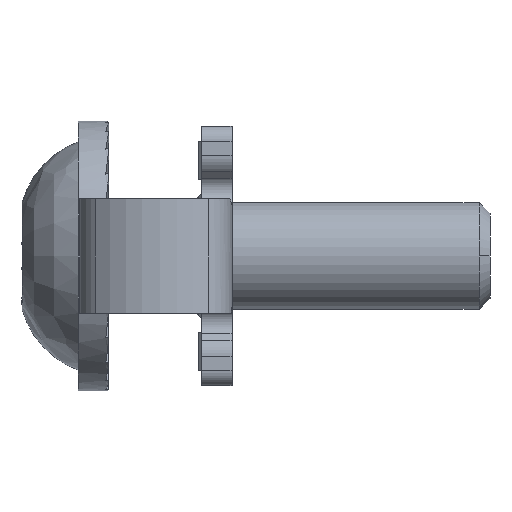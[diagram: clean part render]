
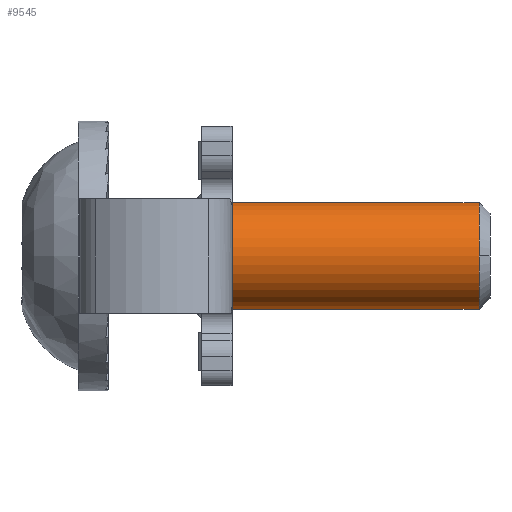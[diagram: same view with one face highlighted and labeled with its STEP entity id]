
A CAD part, left-side view. The second image highlights one B-rep face of the part: STEP entity #9545.
In plain terms, the highlighted cylindrical face has radius 3.5 mm (diameter 7 mm), a partial arc.
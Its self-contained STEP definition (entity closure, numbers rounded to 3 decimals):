
#86 = CYLINDRICAL_SURFACE ( 'NONE', #7207, 3.5 ) ;
#602 = LINE ( 'NONE', #2619, #10959 ) ;
#1008 = VERTEX_POINT ( 'NONE', #6256 ) ;
#1249 = DIRECTION ( 'NONE',  ( 0., 0., -1. ) ) ;
#1572 = AXIS2_PLACEMENT_3D ( 'NONE', #3815, #10724, #4815 ) ;
#2161 = EDGE_CURVE ( 'NONE', #1008, #9960, #8193, .T. ) ;
#2162 = DIRECTION ( 'NONE',  ( 0., -1., 0. ) ) ;
#2497 = ORIENTED_EDGE ( 'NONE', *, *, #11824, .T. ) ;
#2619 = CARTESIAN_POINT ( 'NONE',  ( 9.379, -7.033, -21.195 ) ) ;
#2760 = CARTESIAN_POINT ( 'NONE',  ( 9.379, -6.313, -17.695 ) ) ;
#3070 = CARTESIAN_POINT ( 'NONE',  ( 9.379, -6.313, -21.195 ) ) ;
#3455 = CIRCLE ( 'NONE', #6926, 3.5 ) ;
#3677 = CARTESIAN_POINT ( 'NONE',  ( 9.379, 17.667, -17.695 ) ) ;
#3707 = DIRECTION ( 'NONE',  ( 0., 0., -1. ) ) ;
#3815 = CARTESIAN_POINT ( 'NONE',  ( 9.379, -6.313, -17.695 ) ) ;
#4673 = DIRECTION ( 'NONE',  ( 0., 0., -1. ) ) ;
#4815 = DIRECTION ( 'NONE',  ( 0., 0., -1. ) ) ;
#5295 = ORIENTED_EDGE ( 'NONE', *, *, #8680, .T. ) ;
#5554 = CIRCLE ( 'NONE', #10781, 3.5 ) ;
#6118 = FACE_OUTER_BOUND ( 'NONE', #9114, .T. ) ;
#6256 = CARTESIAN_POINT ( 'NONE',  ( 9.379, 17.667, -14.195 ) ) ;
#6538 = DIRECTION ( 'NONE',  ( 0., -1., 0. ) ) ;
#6806 = VECTOR ( 'NONE', #9534, 1000. ) ;
#6926 = AXIS2_PLACEMENT_3D ( 'NONE', #3677, #10586, #4673 ) ;
#7107 = EDGE_CURVE ( 'NONE', #1008, #11590, #3455, .T. ) ;
#7207 = AXIS2_PLACEMENT_3D ( 'NONE', #11906, #2162, #1249 ) ;
#8193 = LINE ( 'NONE', #9510, #6806 ) ;
#8423 = CARTESIAN_POINT ( 'NONE',  ( 5.879, -6.313, -17.695 ) ) ;
#8524 = EDGE_CURVE ( 'NONE', #11590, #9489, #602, .T. ) ;
#8680 = EDGE_CURVE ( 'NONE', #9489, #9046, #9547, .T. ) ;
#8807 = CARTESIAN_POINT ( 'NONE',  ( 9.379, -6.313, -14.195 ) ) ;
#9046 = VERTEX_POINT ( 'NONE', #8423 ) ;
#9114 = EDGE_LOOP ( 'NONE', ( #9512, #9206, #10331, #5295, #2497 ) ) ;
#9206 = ORIENTED_EDGE ( 'NONE', *, *, #7107, .T. ) ;
#9489 = VERTEX_POINT ( 'NONE', #3070 ) ;
#9510 = CARTESIAN_POINT ( 'NONE',  ( 9.379, -7.033, -14.195 ) ) ;
#9512 = ORIENTED_EDGE ( 'NONE', *, *, #2161, .F. ) ;
#9534 = DIRECTION ( 'NONE',  ( 0., -1., 0. ) ) ;
#9545 = ADVANCED_FACE ( 'NONE', ( #6118 ), #86, .T. ) ;
#9547 = CIRCLE ( 'NONE', #1572, 3.5 ) ;
#9599 = DIRECTION ( 'NONE',  ( 0., 1., 0. ) ) ;
#9960 = VERTEX_POINT ( 'NONE', #8807 ) ;
#10331 = ORIENTED_EDGE ( 'NONE', *, *, #8524, .T. ) ;
#10586 = DIRECTION ( 'NONE',  ( 0., -1., 0. ) ) ;
#10724 = DIRECTION ( 'NONE',  ( 0., 1., 0. ) ) ;
#10781 = AXIS2_PLACEMENT_3D ( 'NONE', #2760, #9599, #3707 ) ;
#10959 = VECTOR ( 'NONE', #6538, 1000. ) ;
#11527 = CARTESIAN_POINT ( 'NONE',  ( 9.379, 17.667, -21.195 ) ) ;
#11590 = VERTEX_POINT ( 'NONE', #11527 ) ;
#11824 = EDGE_CURVE ( 'NONE', #9046, #9960, #5554, .T. ) ;
#11906 = CARTESIAN_POINT ( 'NONE',  ( 9.379, -7.033, -17.695 ) ) ;
